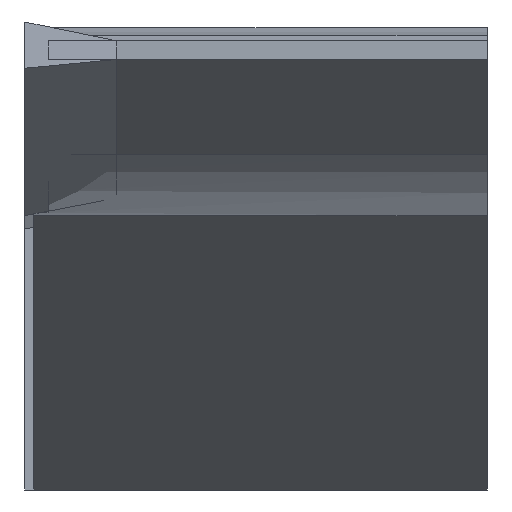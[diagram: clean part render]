
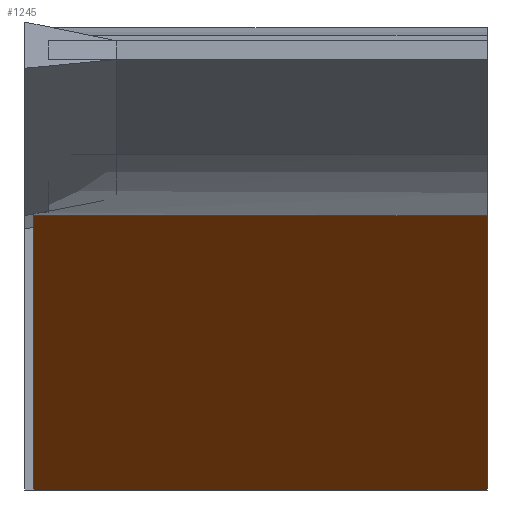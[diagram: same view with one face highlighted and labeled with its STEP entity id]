
A CAD part, left-side view. The second image highlights one B-rep face of the part: STEP entity #1245.
In plain terms, the highlighted planar face has unit normal (-0.616, 0, -0.788).
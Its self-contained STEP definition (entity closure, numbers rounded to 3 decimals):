
#85 = EDGE_CURVE ( 'NONE', #1858, #1656, #1163, .T. ) ;
#109 = DIRECTION ( 'NONE',  ( 0., -1., 0. ) ) ;
#157 = CARTESIAN_POINT ( 'NONE',  ( 6.557, 159.414, -6.502 ) ) ;
#206 = ORIENTED_EDGE ( 'NONE', *, *, #85, .F. ) ;
#258 = ORIENTED_EDGE ( 'NONE', *, *, #1842, .T. ) ;
#286 = ORIENTED_EDGE ( 'NONE', *, *, #965, .T. ) ;
#293 = ORIENTED_EDGE ( 'NONE', *, *, #480, .F. ) ;
#480 = EDGE_CURVE ( 'NONE', #1656, #998, #687, .T. ) ;
#528 = VECTOR ( 'NONE', #109, 1000. ) ;
#533 = VECTOR ( 'NONE', #854, 1000. ) ;
#687 = LINE ( 'NONE', #157, #528 ) ;
#792 = DIRECTION ( 'NONE',  ( 0.788, 0., -0.616 ) ) ;
#834 = CARTESIAN_POINT ( 'NONE',  ( 57.112, -0.3, -46. ) ) ;
#835 = CARTESIAN_POINT ( 'NONE',  ( 6.557, -0.3, -6.502 ) ) ;
#854 = DIRECTION ( 'NONE',  ( -0.788, 0., 0.616 ) ) ;
#893 = CARTESIAN_POINT ( 'NONE',  ( 18.714, -0.3, -16. ) ) ;
#949 = VECTOR ( 'NONE', #963, 1000. ) ;
#963 = DIRECTION ( 'NONE',  ( 0., -1., 0. ) ) ;
#965 = EDGE_CURVE ( 'NONE', #1594, #998, #2411, .T. ) ;
#974 = LINE ( 'NONE', #1014, #949 ) ;
#998 = VERTEX_POINT ( 'NONE', #2526 ) ;
#1014 = CARTESIAN_POINT ( 'NONE',  ( 18.714, -16., -16. ) ) ;
#1163 = LINE ( 'NONE', #834, #533 ) ;
#1241 = PLANE ( 'NONE',  #1619 ) ;
#1245 = ADVANCED_FACE ( 'NONE', ( #2557 ), #1241, .F. ) ;
#1269 = EDGE_LOOP ( 'NONE', ( #206, #258, #286, #293 ) ) ;
#1273 = CARTESIAN_POINT ( 'NONE',  ( -0.669, -16., -0.857 ) ) ;
#1490 = CARTESIAN_POINT ( 'NONE',  ( 57.112, 159.414, -46. ) ) ;
#1512 = DIRECTION ( 'NONE',  ( 0.616, 0., 0.788 ) ) ;
#1594 = VERTEX_POINT ( 'NONE', #1939 ) ;
#1619 = AXIS2_PLACEMENT_3D ( 'NONE', #1490, #1512, #792 ) ;
#1625 = DIRECTION ( 'NONE',  ( -0.788, 0., 0.616 ) ) ;
#1656 = VERTEX_POINT ( 'NONE', #835 ) ;
#1842 = EDGE_CURVE ( 'NONE', #1858, #1594, #974, .T. ) ;
#1858 = VERTEX_POINT ( 'NONE', #893 ) ;
#1939 = CARTESIAN_POINT ( 'NONE',  ( 18.714, -16., -16. ) ) ;
#2169 = VECTOR ( 'NONE', #1625, 1000. ) ;
#2411 = LINE ( 'NONE', #1273, #2169 ) ;
#2526 = CARTESIAN_POINT ( 'NONE',  ( 6.557, -16., -6.502 ) ) ;
#2557 = FACE_OUTER_BOUND ( 'NONE', #1269, .T. ) ;
